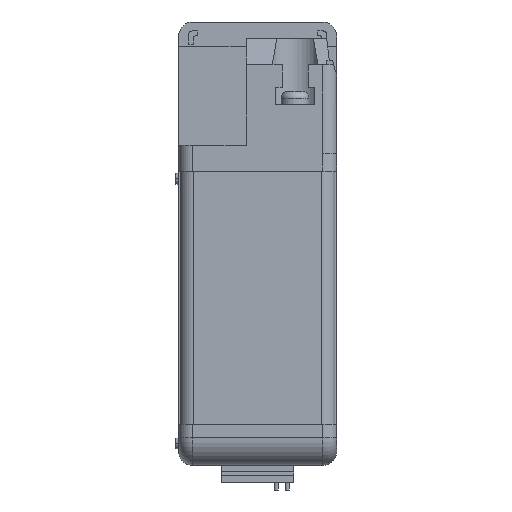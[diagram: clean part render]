
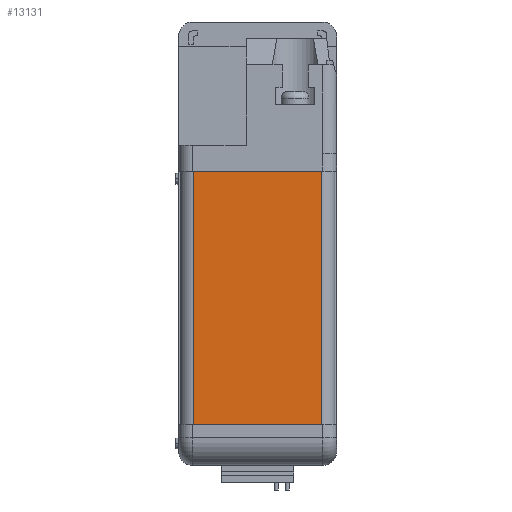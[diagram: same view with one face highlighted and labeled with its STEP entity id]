
A CAD part, front view. The second image highlights one B-rep face of the part: STEP entity #13131.
In plain terms, the highlighted planar face has unit normal (0, -1, 0).
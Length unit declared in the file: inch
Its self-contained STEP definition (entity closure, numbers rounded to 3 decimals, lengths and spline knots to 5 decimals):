
#392 = DIRECTION ( 'NONE',  ( -1., 0., 0. ) ) ;
#609 = CARTESIAN_POINT ( 'NONE',  ( 0.5775, -2.9375, -1.63 ) ) ;
#1184 = DIRECTION ( 'NONE',  ( 0., 0., -1. ) ) ;
#1655 = VERTEX_POINT ( 'NONE', #17996 ) ;
#3214 = CARTESIAN_POINT ( 'NONE',  ( 0.5775, -2.9375, 0.655 ) ) ;
#5998 = CARTESIAN_POINT ( 'NONE',  ( -0.5775, -2.9375, 0.655 ) ) ;
#7546 = VECTOR ( 'NONE', #31012, 39.37008 ) ;
#9534 = CARTESIAN_POINT ( 'NONE',  ( 0.5775, -2.9375, 0.655 ) ) ;
#9953 = EDGE_CURVE ( 'NONE', #37458, #15783, #24243, .T. ) ;
#10674 = CARTESIAN_POINT ( 'NONE',  ( -0.5775, -2.9375, -1.63 ) ) ;
#11780 = LINE ( 'NONE', #609, #19039 ) ;
#13131 = ADVANCED_FACE ( 'NONE', ( #32008 ), #22589, .T. ) ;
#15783 = VERTEX_POINT ( 'NONE', #32011 ) ;
#16476 = EDGE_CURVE ( 'NONE', #37458, #1655, #32067, .T. ) ;
#16662 = VERTEX_POINT ( 'NONE', #10674 ) ;
#16796 = VECTOR ( 'NONE', #36754, 39.37008 ) ;
#17767 = LINE ( 'NONE', #5998, #16796 ) ;
#17996 = CARTESIAN_POINT ( 'NONE',  ( 0.5775, -2.9375, -1.63 ) ) ;
#19039 = VECTOR ( 'NONE', #31397, 39.37008 ) ;
#19609 = DIRECTION ( 'NONE',  ( 0., -1., 0. ) ) ;
#22236 = EDGE_CURVE ( 'NONE', #15783, #16662, #17767, .T. ) ;
#22395 = AXIS2_PLACEMENT_3D ( 'NONE', #38038, #19609, #1184 ) ;
#22506 = EDGE_LOOP ( 'NONE', ( #36614, #39586, #28655, #34975 ) ) ;
#22589 = PLANE ( 'NONE',  #22395 ) ;
#22915 = CARTESIAN_POINT ( 'NONE',  ( 0.5775, -2.9375, 0.655 ) ) ;
#24243 = LINE ( 'NONE', #9534, #39624 ) ;
#28655 = ORIENTED_EDGE ( 'NONE', *, *, #9953, .T. ) ;
#31012 = DIRECTION ( 'NONE',  ( 0., 0., -1. ) ) ;
#31397 = DIRECTION ( 'NONE',  ( -1., 0., 0. ) ) ;
#31667 = EDGE_CURVE ( 'NONE', #1655, #16662, #11780, .T. ) ;
#32008 = FACE_OUTER_BOUND ( 'NONE', #22506, .T. ) ;
#32011 = CARTESIAN_POINT ( 'NONE',  ( -0.5775, -2.9375, 0.655 ) ) ;
#32067 = LINE ( 'NONE', #3214, #7546 ) ;
#34975 = ORIENTED_EDGE ( 'NONE', *, *, #22236, .T. ) ;
#36614 = ORIENTED_EDGE ( 'NONE', *, *, #31667, .F. ) ;
#36754 = DIRECTION ( 'NONE',  ( 0., 0., -1. ) ) ;
#37458 = VERTEX_POINT ( 'NONE', #22915 ) ;
#38038 = CARTESIAN_POINT ( 'NONE',  ( 0.5775, -2.9375, 0.655 ) ) ;
#39586 = ORIENTED_EDGE ( 'NONE', *, *, #16476, .F. ) ;
#39624 = VECTOR ( 'NONE', #392, 39.37008 ) ;
